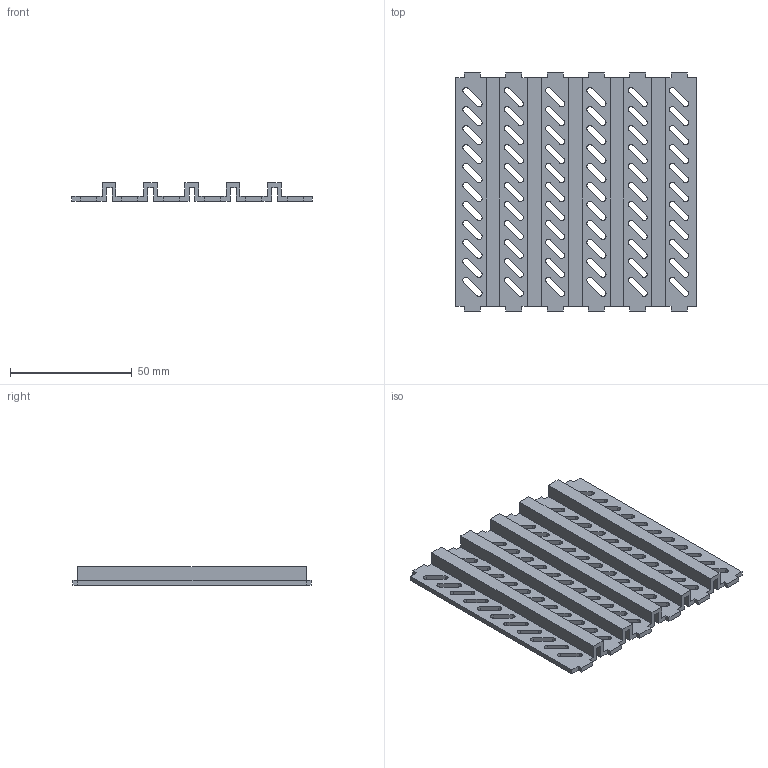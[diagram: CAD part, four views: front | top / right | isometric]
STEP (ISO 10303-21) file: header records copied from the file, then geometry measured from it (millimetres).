
FILE_DESCRIPTION (( 'STEP AP203' ), '1' );
FILE_NAME ('CoverPlate_6L.STEP', '2023-07-11T18:06:03', ( '' ), ( '' ), 'SwSTEP 2.0', 'SolidWorks 2023', '' );
FILE_SCHEMA (( 'CONFIG_CONTROL_DESIGN' ));
Length unit declared in the file: millimetre
Products named in the file (1): CoverPlate_6L
Bounding box: 99 x 98 x 7.6 mm (x, y, z)
Volume: 24224.8 mm3; surface area: 30430.9 mm2
Topology: 1 solids, 1 shells, 424 faces, 1266 edges, 844 vertices
Faces by surface type: plane 226, cylinder 198
Entity records: 14687 total; most frequent: CARTESIAN_POINT 2535, ORIENTED_EDGE 2532, DIRECTION 2512, EDGE_CURVE 1266, VECTOR 870, LINE 870, VERTEX_POINT 844, AXIS2_PLACEMENT_3D 821
